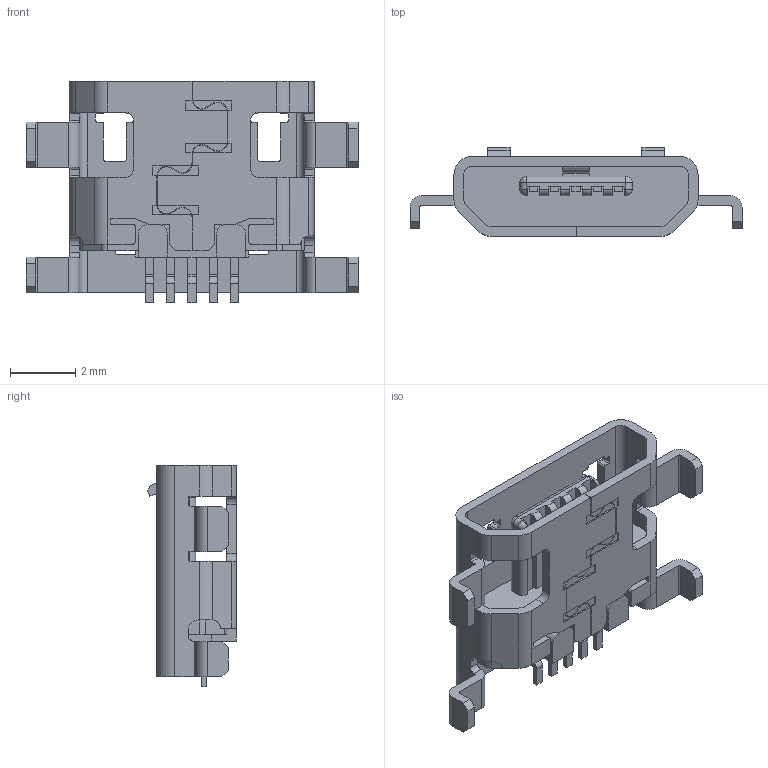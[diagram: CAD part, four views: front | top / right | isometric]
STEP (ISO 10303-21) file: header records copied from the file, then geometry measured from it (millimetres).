
FILE_DESCRIPTION (( 'STEP AP214' ), '1' );
FILE_NAME ('MOLEX-47642-1001.STEP', '2018-11-19T21:10:49', ( '' ), ( '' ), 'SwSTEP 2.0', 'SolidWorks 2018', '' );
FILE_SCHEMA (( 'AUTOMOTIVE_DESIGN' ));
Length unit declared in the file: millimetre
Products named in the file (1): MOLEX-47642-1001
Bounding box: 10.2 x 2.73 x 6.8 mm (x, y, z)
Volume: 55.1 mm3; surface area: 276.4 mm2
Topology: 1 solids, 1 shells, 484 faces, 1420 edges, 934 vertices
Faces by surface type: plane 321, cylinder 159, sphere 4
Entity records: 17868 total; most frequent: CARTESIAN_POINT 2909, ORIENTED_EDGE 2832, DIRECTION 2709, EDGE_CURVE 1416, LINE 1079, VECTOR 1079, VERTEX_POINT 934, AXIS2_PLACEMENT_3D 815
